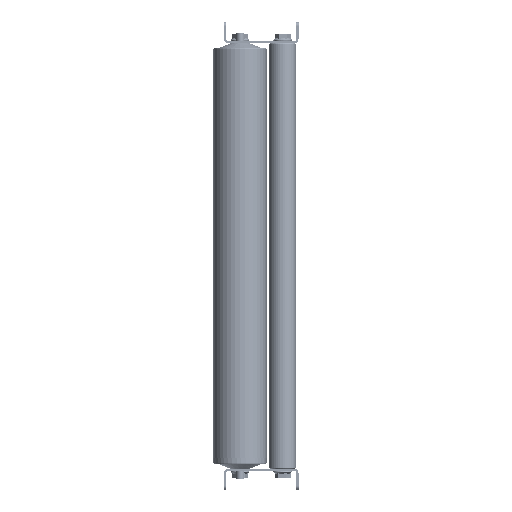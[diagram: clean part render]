
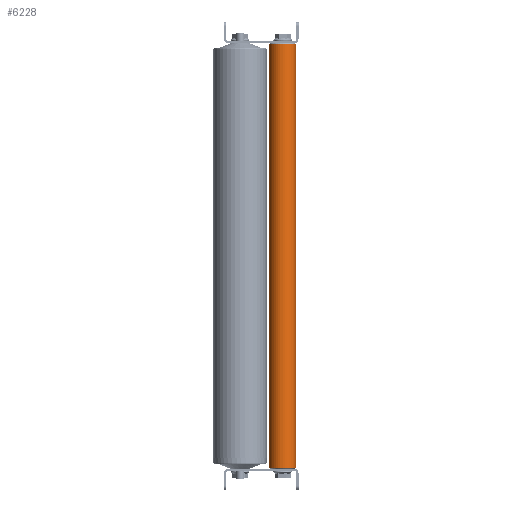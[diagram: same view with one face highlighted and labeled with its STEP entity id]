
A CAD part, left-side view. The second image highlights one B-rep face of the part: STEP entity #6228.
In plain terms, the highlighted cylindrical face has radius 12.5 mm (diameter 25 mm), a partial arc.
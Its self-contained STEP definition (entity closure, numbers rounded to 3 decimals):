
#376 = CARTESIAN_POINT ( 'NONE',  ( 400., 0., 12.5 ) ) ;
#1550 = VERTEX_POINT ( 'NONE', #63457 ) ;
#1787 = ORIENTED_EDGE ( 'NONE', *, *, #31934, .T. ) ;
#3109 = CARTESIAN_POINT ( 'NONE',  ( 400., 0., -12.5 ) ) ;
#3830 = AXIS2_PLACEMENT_3D ( 'NONE', #52878, #23808, #8122 ) ;
#4009 = CARTESIAN_POINT ( 'NONE',  ( 1., 0., 12.5 ) ) ;
#5041 = EDGE_CURVE ( 'NONE', #50160, #26258, #49738, .T. ) ;
#6228 = ADVANCED_FACE ( 'NONE', ( #14022 ), #17959, .T. ) ;
#8122 = DIRECTION ( 'NONE',  ( 0., 0., 1. ) ) ;
#10642 = CIRCLE ( 'NONE', #32577, 12.5 ) ;
#10889 = VECTOR ( 'NONE', #11762, 1000. ) ;
#11762 = DIRECTION ( 'NONE',  ( -1., 0., 0. ) ) ;
#13106 = ORIENTED_EDGE ( 'NONE', *, *, #5041, .T. ) ;
#14022 = FACE_OUTER_BOUND ( 'NONE', #64088, .T. ) ;
#14599 = DIRECTION ( 'NONE',  ( 0., 0., -1. ) ) ;
#16627 = EDGE_CURVE ( 'NONE', #58233, #26258, #57117, .T. ) ;
#17959 = CYLINDRICAL_SURFACE ( 'NONE', #3830, 12.5 ) ;
#23808 = DIRECTION ( 'NONE',  ( -1., 0., 0. ) ) ;
#24720 = DIRECTION ( 'NONE',  ( 1., 0., 0. ) ) ;
#24805 = CARTESIAN_POINT ( 'NONE',  ( 399., 0., 0. ) ) ;
#26258 = VERTEX_POINT ( 'NONE', #4009 ) ;
#27276 = CARTESIAN_POINT ( 'NONE',  ( 1., 0., -12.5 ) ) ;
#29610 = CARTESIAN_POINT ( 'NONE',  ( 399., 0., 12.5 ) ) ;
#29704 = DIRECTION ( 'NONE',  ( 0., 0., -1. ) ) ;
#31934 = EDGE_CURVE ( 'NONE', #58233, #1550, #10642, .T. ) ;
#32577 = AXIS2_PLACEMENT_3D ( 'NONE', #24805, #53891, #29704 ) ;
#32916 = ORIENTED_EDGE ( 'NONE', *, *, #16627, .F. ) ;
#33079 = AXIS2_PLACEMENT_3D ( 'NONE', #49184, #24720, #14599 ) ;
#38109 = LINE ( 'NONE', #3109, #40853 ) ;
#40853 = VECTOR ( 'NONE', #49164, 1000. ) ;
#42159 = EDGE_CURVE ( 'NONE', #1550, #50160, #38109, .T. ) ;
#49164 = DIRECTION ( 'NONE',  ( -1., 0., 0. ) ) ;
#49184 = CARTESIAN_POINT ( 'NONE',  ( 1., 0., 0. ) ) ;
#49738 = CIRCLE ( 'NONE', #33079, 12.5 ) ;
#50160 = VERTEX_POINT ( 'NONE', #27276 ) ;
#52878 = CARTESIAN_POINT ( 'NONE',  ( 400., 0., 0. ) ) ;
#53177 = ORIENTED_EDGE ( 'NONE', *, *, #42159, .T. ) ;
#53891 = DIRECTION ( 'NONE',  ( -1., 0., 0. ) ) ;
#57117 = LINE ( 'NONE', #376, #10889 ) ;
#58233 = VERTEX_POINT ( 'NONE', #29610 ) ;
#63457 = CARTESIAN_POINT ( 'NONE',  ( 399., 0., -12.5 ) ) ;
#64088 = EDGE_LOOP ( 'NONE', ( #1787, #53177, #13106, #32916 ) ) ;
